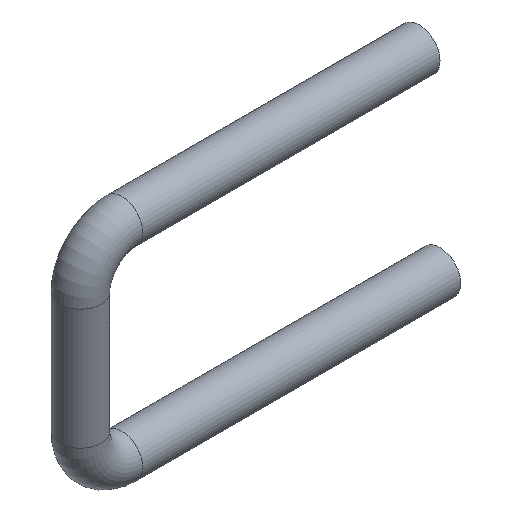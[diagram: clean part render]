
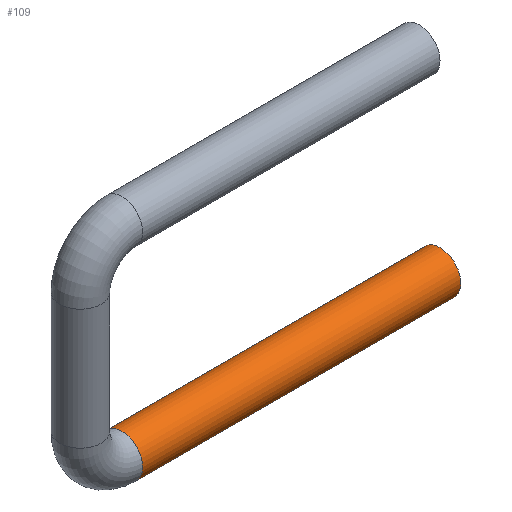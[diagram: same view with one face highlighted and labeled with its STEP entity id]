
A CAD part, isometric view. The second image highlights one B-rep face of the part: STEP entity #109.
In plain terms, the highlighted cylindrical face has radius 7.5 mm (diameter 15 mm), a full revolution.
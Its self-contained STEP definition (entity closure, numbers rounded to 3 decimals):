
#19=FACE_OUTER_BOUND('',#26,.T.);
#26=EDGE_LOOP('',(#76,#77,#78,#79,#80));
#33=LINE('',#197,#36);
#36=VECTOR('',#155,7.5);
#39=CIRCLE('',#131,7.5);
#40=CIRCLE('',#132,7.5);
#41=CIRCLE('',#133,7.5);
#51=VERTEX_POINT('',#194);
#52=VERTEX_POINT('',#196);
#53=VERTEX_POINT('',#198);
#61=EDGE_CURVE('',#51,#51,#39,.T.);
#62=EDGE_CURVE('',#51,#52,#33,.T.);
#63=EDGE_CURVE('',#52,#53,#40,.T.);
#64=EDGE_CURVE('',#53,#52,#41,.T.);
#76=ORIENTED_EDGE('',*,*,#61,.F.);
#77=ORIENTED_EDGE('',*,*,#62,.T.);
#78=ORIENTED_EDGE('',*,*,#63,.T.);
#79=ORIENTED_EDGE('',*,*,#64,.T.);
#80=ORIENTED_EDGE('',*,*,#62,.F.);
#106=CYLINDRICAL_SURFACE('',#130,7.5);
#109=ADVANCED_FACE('',(#19),#106,.T.);
#130=AXIS2_PLACEMENT_3D('',#193,#151,#152);
#131=AXIS2_PLACEMENT_3D('',#195,#153,#154);
#132=AXIS2_PLACEMENT_3D('',#199,#156,#157);
#133=AXIS2_PLACEMENT_3D('',#200,#158,#159);
#151=DIRECTION('center_axis',(1.,0.,0.));
#152=DIRECTION('ref_axis',(0.,-1.,0.));
#153=DIRECTION('center_axis',(1.,0.,0.));
#154=DIRECTION('ref_axis',(0.,-1.,0.));
#155=DIRECTION('',(-1.,0.,0.));
#156=DIRECTION('center_axis',(1.,0.,0.));
#157=DIRECTION('ref_axis',(0.,-1.,0.));
#158=DIRECTION('center_axis',(1.,0.,0.));
#159=DIRECTION('ref_axis',(0.,-1.,0.));
#193=CARTESIAN_POINT('Origin',(-50.,0.,-85.));
#194=CARTESIAN_POINT('',(65.,7.5,-85.));
#195=CARTESIAN_POINT('Origin',(65.,0.,-85.));
#196=CARTESIAN_POINT('',(-50.,7.5,-85.));
#197=CARTESIAN_POINT('',(-50.,7.5,-85.));
#198=CARTESIAN_POINT('',(-50.,0.,-77.5));
#199=CARTESIAN_POINT('Origin',(-50.,0.,-85.));
#200=CARTESIAN_POINT('Origin',(-50.,0.,-85.));
